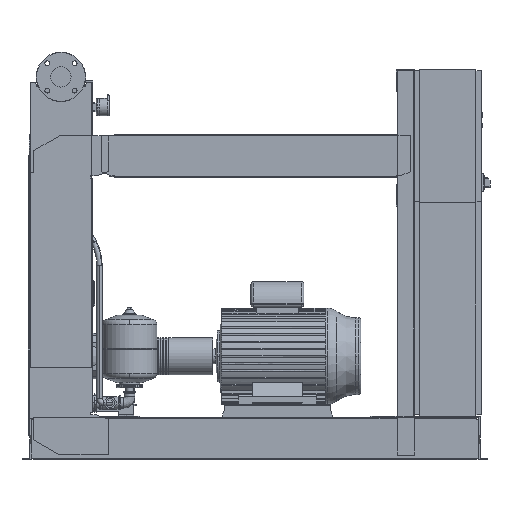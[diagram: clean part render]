
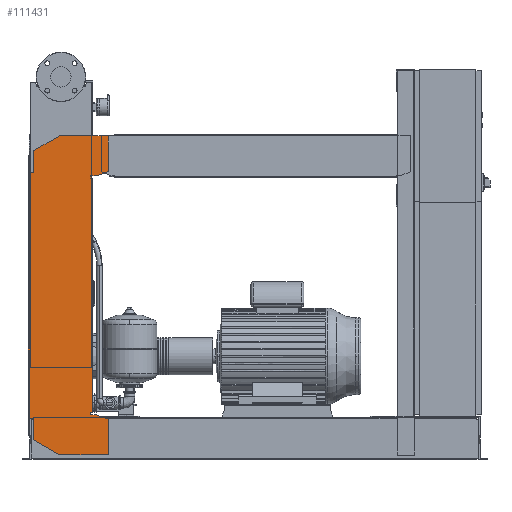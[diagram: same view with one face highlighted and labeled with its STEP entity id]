
A CAD part, front view. The second image highlights one B-rep face of the part: STEP entity #111431.
In plain terms, the highlighted free-form (B-spline) face has degree [1, 1] with [2, 2] control points.
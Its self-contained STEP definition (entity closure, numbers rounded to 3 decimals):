
#110916=CARTESIAN_POINT('',(-102.0,-463.5,1076.0));
#110917=VERTEX_POINT('',#110916);
#110924=CARTESIAN_POINT('',(-102.0,-463.5,1158.574));
#110925=VERTEX_POINT('',#110924);
#110926=CARTESIAN_POINT('',(-102.0,-463.5,1076.0));
#110927=DIRECTION('',(0.0,0.0,1.0));
#110928=VECTOR('',#110927,82.574);
#110929=LINE('',#110926,#110928);
#110930=EDGE_CURVE('',#110917,#110925,#110929,.T.);
#110948=CARTESIAN_POINT('',(-6.,-463.5,1214.0));
#110949=VERTEX_POINT('',#110948);
#110950=CARTESIAN_POINT('',(-102.0,-463.5,1158.574));
#110951=DIRECTION('',(0.866,0.0,0.5));
#110952=VECTOR('',#110951,110.851);
#110953=LINE('',#110950,#110952);
#110954=EDGE_CURVE('',#110925,#110949,#110953,.T.);
#110972=CARTESIAN_POINT('',(177.0,-463.5,1214.0));
#110973=VERTEX_POINT('',#110972);
#110974=CARTESIAN_POINT('',(-6.,-463.5,1214.0));
#110975=DIRECTION('',(1.0,0.0,0.0));
#110976=VECTOR('',#110975,183.0);
#110977=LINE('',#110974,#110976);
#110978=EDGE_CURVE('',#110949,#110973,#110977,.T.);
#110996=CARTESIAN_POINT('',(177.0,-463.5,1080.379));
#110997=VERTEX_POINT('',#110996);
#110998=CARTESIAN_POINT('',(177.0,-463.5,1214.0));
#110999=DIRECTION('',(0.0,0.0,-1.0));
#111000=VECTOR('',#110999,133.621);
#111001=LINE('',#110998,#111000);
#111002=EDGE_CURVE('',#110973,#110997,#111001,.T.);
#111020=CARTESIAN_POINT('',(132.,-463.5,1064.0));
#111021=VERTEX_POINT('',#111020);
#111022=CARTESIAN_POINT('',(177.0,-463.5,1080.379));
#111023=DIRECTION('',(-0.94,0.0,-0.342));
#111024=VECTOR('',#111023,47.888);
#111025=LINE('',#111022,#111024);
#111026=EDGE_CURVE('',#110997,#111021,#111025,.T.);
#111044=CARTESIAN_POINT('',(112.0,-463.5,1064.0));
#111045=VERTEX_POINT('',#111044);
#111046=CARTESIAN_POINT('',(132.,-463.5,1064.0));
#111047=DIRECTION('',(-1.0,0.0,0.0));
#111048=VECTOR('',#111047,20.);
#111049=LINE('',#111046,#111048);
#111050=EDGE_CURVE('',#111021,#111045,#111049,.T.);
#111068=CARTESIAN_POINT('',(112.0,-463.5,1056.0));
#111069=VERTEX_POINT('',#111068);
#111070=CARTESIAN_POINT('',(112.0,-463.5,1064.0));
#111071=DIRECTION('',(0.0,0.0,-1.0));
#111072=VECTOR('',#111071,8.0);
#111073=LINE('',#111070,#111072);
#111074=EDGE_CURVE('',#111045,#111069,#111073,.T.);
#111092=CARTESIAN_POINT('',(120.,-463.5,1056.0));
#111093=VERTEX_POINT('',#111092);
#111094=CARTESIAN_POINT('',(112.0,-463.5,1056.0));
#111095=DIRECTION('',(1.0,0.0,0.0));
#111096=VECTOR('',#111095,8.);
#111097=LINE('',#111094,#111096);
#111098=EDGE_CURVE('',#111069,#111093,#111097,.T.);
#111116=CARTESIAN_POINT('',(120.,-463.5,176.));
#111117=VERTEX_POINT('',#111116);
#111128=CARTESIAN_POINT('',(120.,-463.5,1056.0));
#111129=DIRECTION('',(0.0,0.0,-1.0));
#111130=VECTOR('',#111129,880.);
#111131=LINE('',#111128,#111130);
#111132=EDGE_CURVE('',#111093,#111117,#111131,.T.);
#111146=CARTESIAN_POINT('',(112.,-463.5,176.));
#111147=VERTEX_POINT('',#111146);
#111148=CARTESIAN_POINT('',(120.,-463.5,176.));
#111149=DIRECTION('',(-1.0,0.0,0.0));
#111150=VECTOR('',#111149,8.);
#111151=LINE('',#111148,#111150);
#111152=EDGE_CURVE('',#111117,#111147,#111151,.T.);
#111170=CARTESIAN_POINT('',(112.,-463.5,168.));
#111171=VERTEX_POINT('',#111170);
#111172=CARTESIAN_POINT('',(112.,-463.5,176.));
#111173=DIRECTION('',(0.0,0.0,-1.0));
#111174=VECTOR('',#111173,8.0);
#111175=LINE('',#111172,#111174);
#111176=EDGE_CURVE('',#111147,#111171,#111175,.T.);
#111194=CARTESIAN_POINT('',(132.,-463.5,168.));
#111195=VERTEX_POINT('',#111194);
#111196=CARTESIAN_POINT('',(112.,-463.5,168.));
#111197=DIRECTION('',(1.0,0.0,0.0));
#111198=VECTOR('',#111197,20.0);
#111199=LINE('',#111196,#111198);
#111200=EDGE_CURVE('',#111171,#111195,#111199,.T.);
#111218=CARTESIAN_POINT('',(177.,-463.5,151.621));
#111219=VERTEX_POINT('',#111218);
#111220=CARTESIAN_POINT('',(132.,-463.5,168.));
#111221=DIRECTION('',(0.94,0.0,-0.342));
#111222=VECTOR('',#111221,47.888);
#111223=LINE('',#111220,#111222);
#111224=EDGE_CURVE('',#111195,#111219,#111223,.T.);
#111242=CARTESIAN_POINT('',(177.,-463.5,18.0));
#111243=VERTEX_POINT('',#111242);
#111244=CARTESIAN_POINT('',(177.,-463.5,151.621));
#111245=DIRECTION('',(0.0,0.0,-1.0));
#111246=VECTOR('',#111245,133.621);
#111247=LINE('',#111244,#111246);
#111248=EDGE_CURVE('',#111219,#111243,#111247,.T.);
#111266=CARTESIAN_POINT('',(-4.,-463.5,18.0));
#111267=VERTEX_POINT('',#111266);
#111268=CARTESIAN_POINT('',(177.,-463.5,18.0));
#111269=DIRECTION('',(-1.0,0.0,0.0));
#111270=VECTOR('',#111269,181.);
#111271=LINE('',#111268,#111270);
#111272=EDGE_CURVE('',#111243,#111267,#111271,.T.);
#111290=CARTESIAN_POINT('',(-102.,-463.5,74.58));
#111291=VERTEX_POINT('',#111290);
#111292=CARTESIAN_POINT('',(-4.,-463.5,18.0));
#111293=DIRECTION('',(-0.866,0.,0.5));
#111294=VECTOR('',#111293,113.161);
#111295=LINE('',#111292,#111294);
#111296=EDGE_CURVE('',#111267,#111291,#111295,.T.);
#111314=CARTESIAN_POINT('',(-102.,-463.5,156.0));
#111315=VERTEX_POINT('',#111314);
#111316=CARTESIAN_POINT('',(-102.,-463.5,74.58));
#111317=DIRECTION('',(0.0,0.0,1.0));
#111318=VECTOR('',#111317,81.42);
#111319=LINE('',#111316,#111318);
#111320=EDGE_CURVE('',#111291,#111315,#111319,.T.);
#111338=CARTESIAN_POINT('',(-122.,-463.5,156.0));
#111339=VERTEX_POINT('',#111338);
#111340=CARTESIAN_POINT('',(-102.,-463.5,156.0));
#111341=DIRECTION('',(-1.0,0.0,0.0));
#111342=VECTOR('',#111341,20.0);
#111343=LINE('',#111340,#111342);
#111344=EDGE_CURVE('',#111315,#111339,#111343,.T.);
#111362=CARTESIAN_POINT('',(-122.0,-463.5,1076.0));
#111363=VERTEX_POINT('',#111362);
#111376=CARTESIAN_POINT('',(-122.,-463.5,156.0));
#111377=DIRECTION('',(0.0,0.0,1.0));
#111378=VECTOR('',#111377,920.0);
#111379=LINE('',#111376,#111378);
#111380=EDGE_CURVE('',#111339,#111363,#111379,.T.);
#111394=CARTESIAN_POINT('',(-122.0,-463.5,1076.0));
#111395=DIRECTION('',(1.0,0.0,0.0));
#111396=VECTOR('',#111395,20.0);
#111397=LINE('',#111394,#111396);
#111398=EDGE_CURVE('',#111363,#110917,#111397,.T.);
#111404=CARTESIAN_POINT('',(-122.,-463.5,18.0));
#111405=CARTESIAN_POINT('',(177.0,-463.5,18.0));
#111406=CARTESIAN_POINT('',(-122.,-463.5,1214.0));
#111407=CARTESIAN_POINT('',(177.0,-463.5,1214.0));
#111408=B_SPLINE_SURFACE_WITH_KNOTS('',1,1,((#111404,#111406),(#111405,#111407)),.UNSPECIFIED.,.F.,.F.,.U.,(2,2),(2,2),(0.0,299.),(0.0,1196.0),.UNSPECIFIED.);
#111409=ORIENTED_EDGE('',*,*,#111398,.F.);
#111410=ORIENTED_EDGE('',*,*,#111380,.F.);
#111411=ORIENTED_EDGE('',*,*,#111344,.F.);
#111412=ORIENTED_EDGE('',*,*,#111320,.F.);
#111413=ORIENTED_EDGE('',*,*,#111296,.F.);
#111414=ORIENTED_EDGE('',*,*,#111272,.F.);
#111415=ORIENTED_EDGE('',*,*,#111248,.F.);
#111416=ORIENTED_EDGE('',*,*,#111224,.F.);
#111417=ORIENTED_EDGE('',*,*,#111200,.F.);
#111418=ORIENTED_EDGE('',*,*,#111176,.F.);
#111419=ORIENTED_EDGE('',*,*,#111152,.F.);
#111420=ORIENTED_EDGE('',*,*,#111132,.F.);
#111421=ORIENTED_EDGE('',*,*,#111098,.F.);
#111422=ORIENTED_EDGE('',*,*,#111074,.F.);
#111423=ORIENTED_EDGE('',*,*,#111050,.F.);
#111424=ORIENTED_EDGE('',*,*,#111026,.F.);
#111425=ORIENTED_EDGE('',*,*,#111002,.F.);
#111426=ORIENTED_EDGE('',*,*,#110978,.F.);
#111427=ORIENTED_EDGE('',*,*,#110954,.F.);
#111428=ORIENTED_EDGE('',*,*,#110930,.F.);
#111429=EDGE_LOOP('',(#111409,#111410,#111411,#111412,#111413,#111414,#111415,#111416,#111417,#111418,#111419,#111420,#111421,#111422,#111423,#111424,#111425,#111426,#111427,#111428));
#111430=FACE_OUTER_BOUND('',#111429,.T.);
#111431=ADVANCED_FACE('',(#111430),#111408,.T.);
